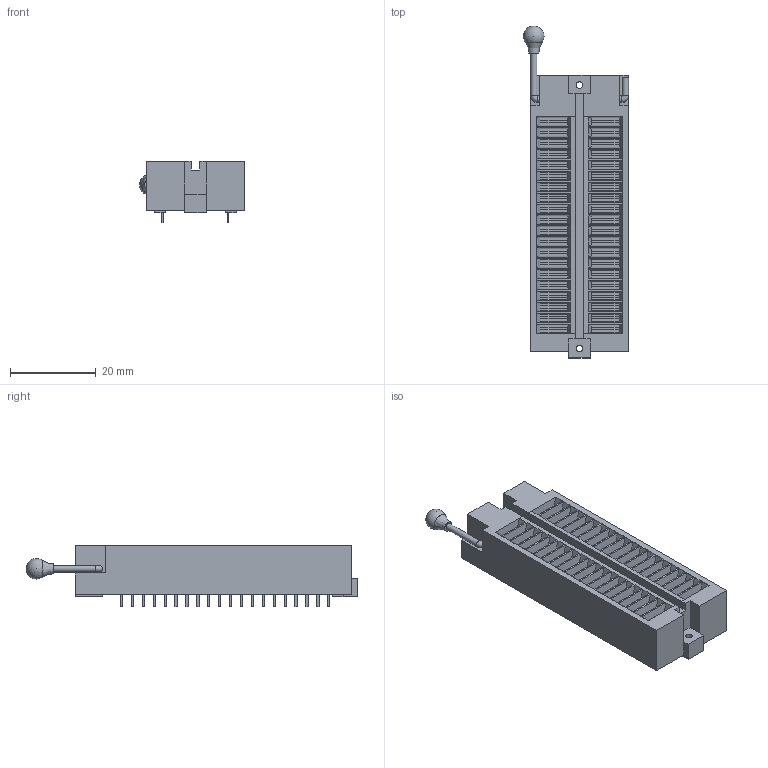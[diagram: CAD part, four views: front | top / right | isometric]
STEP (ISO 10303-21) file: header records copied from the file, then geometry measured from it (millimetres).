
FILE_DESCRIPTION(/* description */ (''),/* implementation_level */ '2;1');
FILE_NAME(/* name */ 'ARIES_40-6554-10.stp',/* time_stamp */ '2016-11-08T10:20:23+01:00',/* author */ ('jchouvet'),/* organization */ (''),/* preprocessor_version */ 'ST-DEVELOPER v16.1',/* originating_system */ 'AutoCAD Mechanical',/* authorisation */ '');
FILE_SCHEMA (('AUTOMOTIVE_DESIGN { 1 0 10303 214 3 1 1 }'));
Length unit declared in the file: millimetre
Products named in the file (1): Product
Bounding box: 24.46 x 77.28 x 14.22 mm (x, y, z)
Volume: 15208.1 mm3; surface area: 8851 mm2
Topology: 86 solids, 86 shells, 727 faces, 1696 edges, 1101 vertices
Faces by surface type: plane 716, cylinder 6, torus 2, sphere 2, bspline 1
Full cylindrical faces by diameter (mm): 1.5 x6
Entity records: 20378 total; most frequent: CARTESIAN_POINT 3669, ORIENTED_EDGE 3366, DIRECTION 3148, EDGE_CURVE 1683, LINE 1666, VECTOR 1666, VERTEX_POINT 1099, EDGE_LOOP 782
